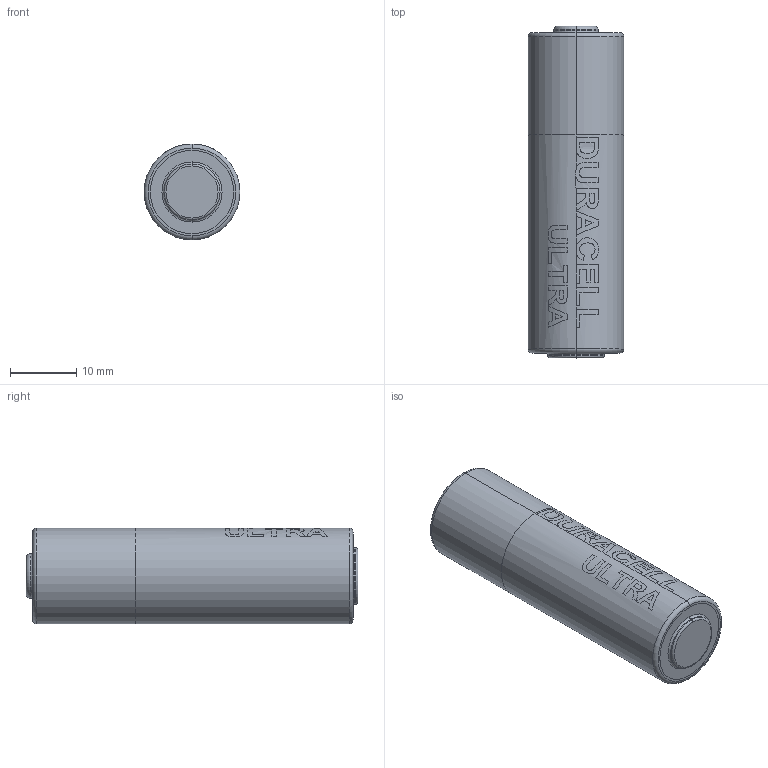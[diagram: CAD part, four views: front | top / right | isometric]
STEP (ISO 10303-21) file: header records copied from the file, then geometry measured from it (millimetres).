
FILE_DESCRIPTION (( 'STEP AP214' ), '1' );
FILE_NAME ('User Library-duracell ultra aa 1.5v mx 1500 lr6.STEP', '2019-09-05T05:42:48', ( '' ), ( '' ), 'SwSTEP 2.0', 'SolidWorks 2019', '' );
FILE_SCHEMA (( 'AUTOMOTIVE_DESIGN' ));
Length unit declared in the file: millimetre
Products named in the file (1): User Library-duracell ultra aa 1.5v mx 1500 lr6
Bounding box: 14.5 x 50.25 x 14.5 mm (x, y, z)
Volume: 8078.4 mm3; surface area: 2543.5 mm2
Topology: 1 solids, 1 shells, 52 faces, 221 edges, 187 vertices
Faces by surface type: cylinder 32, torus 12, plane 8
Entity records: 4320 total; most frequent: CARTESIAN_POINT 1909, ORIENTED_EDGE 442, DIRECTION 347, EDGE_CURVE 221, VERTEX_POINT 187, AXIS2_PLACEMENT_3D 138, CIRCLE 85, LINE 71
